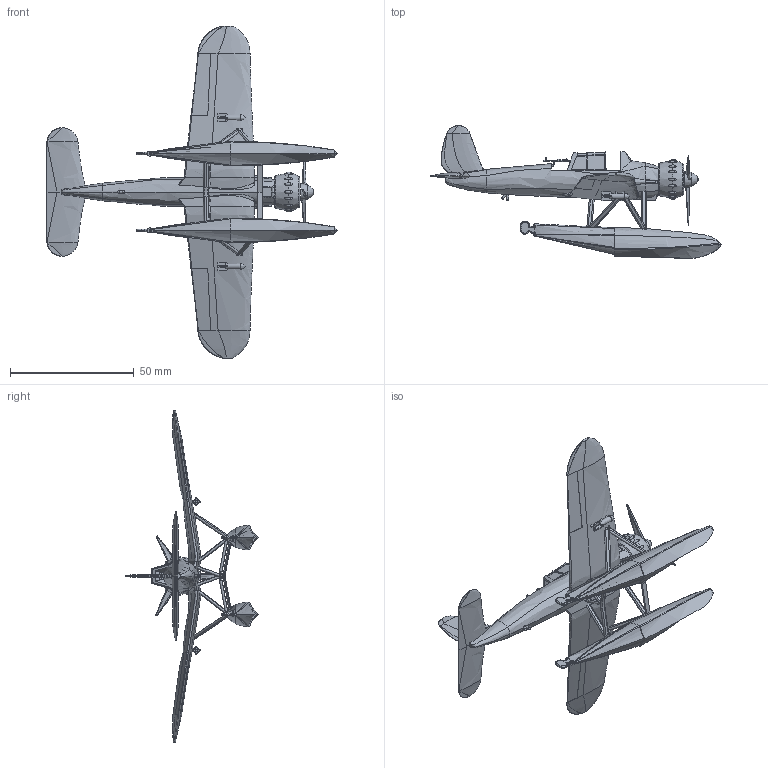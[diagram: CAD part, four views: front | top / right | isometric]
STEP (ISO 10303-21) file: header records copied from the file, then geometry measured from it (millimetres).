
FILE_DESCRIPTION(/* description */ (''),/* implementation_level */ '2;1');
FILE_NAME(/* name */ 'Ar196 A-3.stp',/* time_stamp */ '2025-12-12T20:48:46+08:00',/* author */ ('linmt'),/* organization */ (''),/* preprocessor_version */ 'ST-DEVELOPER v18.1',/* originating_system */ 'Autodesk Inventor 2022',/* authorisation */ '');
FILE_SCHEMA (('AUTOMOTIVE_DESIGN { 1 0 10303 214 3 1 1 }'));
Products named in the file (1): Ar196 A-3
Bounding box: 117.3 x 53.59 x 134 mm (x, y, z)
Volume: 25336.1 mm3; surface area: 19223.5 mm2
Topology: 1 solids, 1 shells, 798 faces, 2356 edges, 1522 vertices
Faces by surface type: plane 418, bspline 199, cylinder 119, torus 45, cone 10, sphere 7
Full cylindrical faces by diameter (mm): 0.3 x3, 0.4 x1, 0.5 x1, 0.8 x3, 1 x2, 2 x1, 4 x1, 10.5 x1
Entity records: 47158 total; most frequent: CARTESIAN_POINT 27635, ORIENTED_EDGE 4640, DIRECTION 3378, EDGE_CURVE 2320, VERTEX_POINT 1522, AXIS2_PLACEMENT_3D 1255, LINE 868, VECTOR 868
